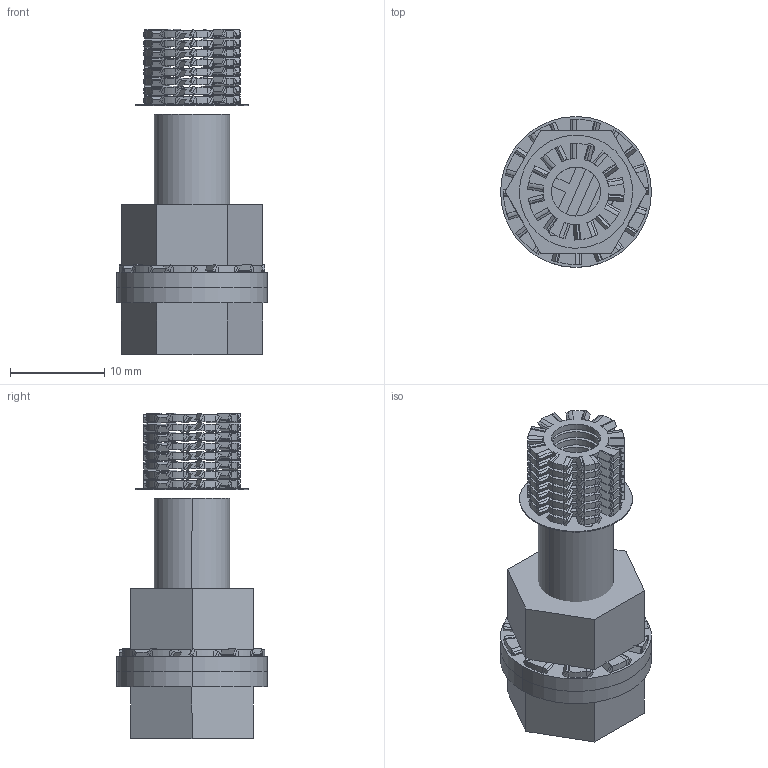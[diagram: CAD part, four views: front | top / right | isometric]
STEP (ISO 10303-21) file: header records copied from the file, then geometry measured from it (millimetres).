
FILE_DESCRIPTION (( 'STEP AP203' ), '1' );
FILE_NAME ('UR58900303030 Êîìïëåêò çàçåìëåíèÿ öîêîëÿ Ì8 RS52 (000.801.589).STEP', '2022-04-26T06:04:25', ( '' ), ( '' ), 'SwSTEP 2.0', 'SolidWorks 2017', '' );
FILE_SCHEMA (( 'CONFIG_CONTROL_DESIGN' ));
Length unit declared in the file: millimetre
Products named in the file (7): UR58900303030 Êîìïëåêò çàçåìëåíèÿ öîêîëÿ Ì8 RS52 (000.801.589); 蹴濋趌5915_M8; 嵑殧趌11371_8; 042-03 Ýòèêåòêà çíàêà çàçåìëåíèÿ_00; Øàéáà ñòîïîðíàÿ ñ íàðóæíûì çóáîì ÃÎÑÒ 10463-81 ïð_8; Øàéáà ñòîïîðíàÿ ñ íàðóæíûì çóáîì ÃÎÑÒ 10463-81 ïð_5; 鍔錓_7798_M8x20
Assembly tree (14 placements, depth 2):
  UR58900303030 Êîìïëåêò çàçåìëåíèÿ öîêîëÿ Ì8 RS52 (000.801.589)
    鍔錓_7798_M8x20
    蹴濋趌5915_M8
    嵑殧趌11371_8  x2
    Øàéáà ñòîïîðíàÿ ñ íàðóæíûì çóáîì ÃÎÑÒ 10463-81 ïð_8
    Øàéáà ñòîïîðíàÿ ñ íàðóæíûì çóáîì ÃÎÑÒ 10463-81 ïð_5  x8
    042-03 Ýòèêåòêà çíàêà çàçåìëåíèÿ_00
Bounding box: 16 x 16 x 34.48 mm (x, y, z)
Volume: 3389.2 mm3; surface area: 4262.1 mm2
Topology: 14 solids, 14 shells, 1741 faces, 4152 edges, 2440 vertices
Faces by surface type: plane 1034, cylinder 543, bspline 164
Entity records: 13820 total; most frequent: CARTESIAN_POINT 3010, ORIENTED_EDGE 2106, DIRECTION 1905, EDGE_CURVE 1053, VECTOR 735, LINE 735, VERTEX_POINT 626, AXIS2_PLACEMENT_3D 585
